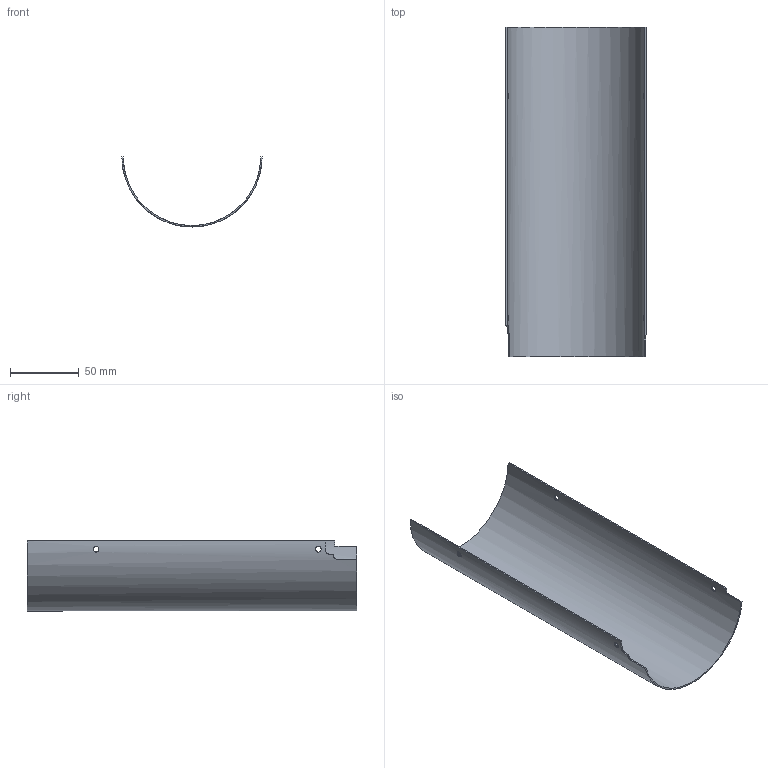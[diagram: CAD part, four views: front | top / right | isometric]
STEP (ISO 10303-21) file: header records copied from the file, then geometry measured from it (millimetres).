
FILE_DESCRIPTION (( 'STEP AP214' ), '1' );
FILE_NAME ('Ñáîðêà_Ìå÷òà_ÒÒ_2 âåðñèÿ1.STEP', '2022-11-12T09:31:10', ( '' ), ( '' ), 'SwSTEP 2.0', 'SolidWorks 2021', '' );
FILE_SCHEMA (( 'AUTOMOTIVE_DESIGN' ));
Length unit declared in the file: millimetre
Products named in the file (2): Ñáîðêà_Ìå÷òà_ÒÒ_2 âåðñèÿ1; 栺碭謤趌柉2022-09-13
Assembly tree (1 placements, depth 2):
  Ñáîðêà_Ìå÷òà_ÒÒ_2 âåðñèÿ1
    栺碭謤趌柉2022-09-13
Bounding box: 102 x 240 x 51 mm (x, y, z)
Volume: 37673.1 mm3; surface area: 76193.6 mm2
Topology: 1 solids, 1 shells, 22 faces, 60 edges, 40 vertices
Faces by surface type: cylinder 12, plane 10
Entity records: 1262 total; most frequent: CARTESIAN_POINT 652, ORIENTED_EDGE 120, DIRECTION 102, EDGE_CURVE 60, VERTEX_POINT 40, AXIS2_PLACEMENT_3D 36, LINE 30, EDGE_LOOP 30
